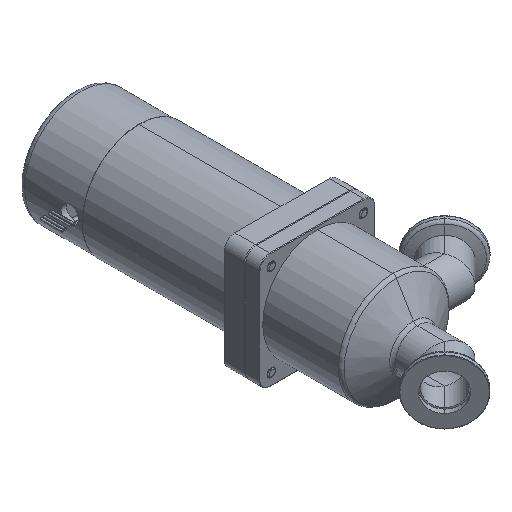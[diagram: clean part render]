
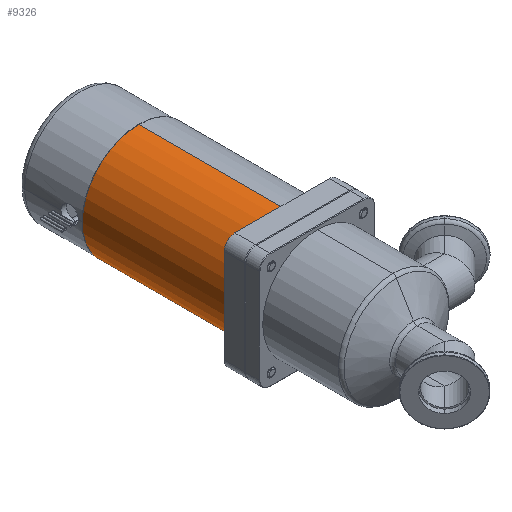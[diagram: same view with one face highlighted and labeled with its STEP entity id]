
A CAD part, isometric view. The second image highlights one B-rep face of the part: STEP entity #9326.
In plain terms, the highlighted cylindrical face has radius 26.5 mm (diameter 53 mm), a partial arc.
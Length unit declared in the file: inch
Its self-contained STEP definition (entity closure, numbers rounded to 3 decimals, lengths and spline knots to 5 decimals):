
#747 = DIRECTION ( 'NONE',  ( 0., 0., 1. ) ) ;
#938 = CARTESIAN_POINT ( 'NONE',  ( 0., 4.23031, 1.04331 ) ) ;
#974 = CARTESIAN_POINT ( 'NONE',  ( 0., 1.59252, 1.04331 ) ) ;
#982 = DIRECTION ( 'NONE',  ( 0., 1., 0. ) ) ;
#1054 = CIRCLE ( 'NONE', #7299, 1.04331 ) ;
#1212 = ORIENTED_EDGE ( 'NONE', *, *, #9662, .F. ) ;
#1729 = DIRECTION ( 'NONE',  ( 0., 1., 0. ) ) ;
#1881 = CIRCLE ( 'NONE', #5837, 1.04331 ) ;
#2531 = VERTEX_POINT ( 'NONE', #6226 ) ;
#3105 = CYLINDRICAL_SURFACE ( 'NONE', #5071, 1.04331 ) ;
#3539 = CARTESIAN_POINT ( 'NONE',  ( 0., 1.59252, -1.04331 ) ) ;
#4188 = EDGE_CURVE ( 'NONE', #2531, #7376, #1054, .T. ) ;
#4199 = DIRECTION ( 'NONE',  ( 0., 1., 0. ) ) ;
#4224 = ORIENTED_EDGE ( 'NONE', *, *, #5338, .T. ) ;
#4245 = CARTESIAN_POINT ( 'NONE',  ( 0., 4.23031, 0. ) ) ;
#5071 = AXIS2_PLACEMENT_3D ( 'NONE', #9173, #5920, #10937 ) ;
#5191 = VERTEX_POINT ( 'NONE', #8311 ) ;
#5265 = ORIENTED_EDGE ( 'NONE', *, *, #4188, .F. ) ;
#5283 = EDGE_LOOP ( 'NONE', ( #1212, #9533, #4224, #5265 ) ) ;
#5338 = EDGE_CURVE ( 'NONE', #10106, #7376, #6787, .T. ) ;
#5837 = AXIS2_PLACEMENT_3D ( 'NONE', #10454, #7975, #6178 ) ;
#5920 = DIRECTION ( 'NONE',  ( 0., 1., 0. ) ) ;
#5936 = VECTOR ( 'NONE', #4199, 39.37008 ) ;
#6178 = DIRECTION ( 'NONE',  ( 0., 0., 1. ) ) ;
#6226 = CARTESIAN_POINT ( 'NONE',  ( 0., 4.23031, -1.04331 ) ) ;
#6640 = FACE_OUTER_BOUND ( 'NONE', #5283, .T. ) ;
#6787 = LINE ( 'NONE', #974, #5936 ) ;
#7299 = AXIS2_PLACEMENT_3D ( 'NONE', #4245, #1729, #747 ) ;
#7376 = VERTEX_POINT ( 'NONE', #938 ) ;
#7975 = DIRECTION ( 'NONE',  ( 0., 1., 0. ) ) ;
#8311 = CARTESIAN_POINT ( 'NONE',  ( 0., 1.59252, -1.04331 ) ) ;
#9173 = CARTESIAN_POINT ( 'NONE',  ( 0., 1.59252, 0. ) ) ;
#9326 = ADVANCED_FACE ( 'NONE', ( #6640 ), #3105, .T. ) ;
#9533 = ORIENTED_EDGE ( 'NONE', *, *, #10979, .T. ) ;
#9543 = LINE ( 'NONE', #3539, #10651 ) ;
#9662 = EDGE_CURVE ( 'NONE', #5191, #2531, #9543, .T. ) ;
#10106 = VERTEX_POINT ( 'NONE', #10174 ) ;
#10174 = CARTESIAN_POINT ( 'NONE',  ( 0., 1.59252, 1.04331 ) ) ;
#10454 = CARTESIAN_POINT ( 'NONE',  ( 0., 1.59252, 0. ) ) ;
#10651 = VECTOR ( 'NONE', #982, 39.37008 ) ;
#10937 = DIRECTION ( 'NONE',  ( 0., 0., 1. ) ) ;
#10979 = EDGE_CURVE ( 'NONE', #5191, #10106, #1881, .T. ) ;
